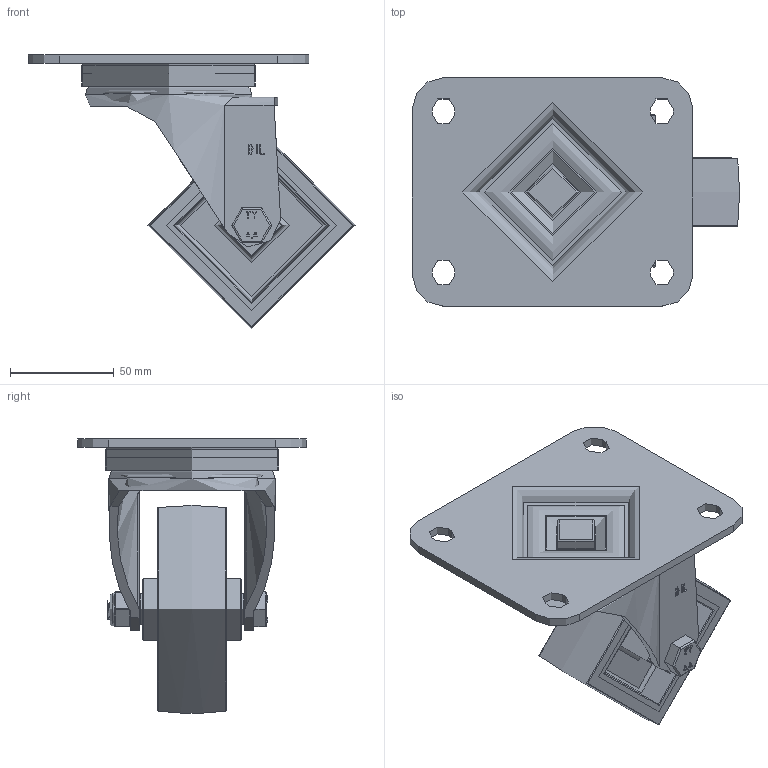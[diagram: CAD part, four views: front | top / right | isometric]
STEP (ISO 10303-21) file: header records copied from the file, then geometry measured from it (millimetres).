
FILE_DESCRIPTION(/* description */ (''),/* implementation_level */ '2;1');
FILE_NAME(/* name */ 'BZPH100NP.step',/* time_stamp */ '2025-06-05T14:38:59+01:00',/* author */ (''),/* organization */ (''),/* preprocessor_version */ 'ST-DEVELOPER v20.1',/* originating_system */ 'Autodesk Translation Framework v14.10.0.0',/* authorisation */ '');
FILE_SCHEMA (('AUTOMOTIVE_DESIGN { 1 0 10303 214 3 1 1 }'));
Length unit declared in the file: millimetre
Products named in the file (16): BZPH100NP; BZPH100AS v1; ZINC PLATED, PRESSED STEEL TOP PLATE; ZINC PLATED, PRESSED STEEL FORKS; BEARING SEAL; BZH100WNP61 v1; POLYURETHANE TYRE; NYLON RIM; TUBEM15X50 v1; ZINC PLATED AXLE TUBE; HEXBOLTM10X70Z8.8 v2; GRADE 8.8 THREADED ZINC PLATED BOLT; NYLOCM10Z v1; NYLOC NUT; RUBBER; NUT
Assembly tree (15 placements, depth 4):
  BZPH100NP
    BZPH100AS v1
      ZINC PLATED, PRESSED STEEL TOP PLATE
      ZINC PLATED, PRESSED STEEL FORKS
      BEARING SEAL
    BZH100WNP61 v1
      POLYURETHANE TYRE
      NYLON RIM
    TUBEM15X50 v1
      ZINC PLATED AXLE TUBE
    HEXBOLTM10X70Z8.8 v2
      GRADE 8.8 THREADED ZINC PLATED BOLT
    NYLOCM10Z v1
      NYLOC NUT
        RUBBER
        NUT
Bounding box: 157.5 x 110 x 131.89 mm (x, y, z)
Volume: 318980.6 mm3; surface area: 137371.8 mm2
Topology: 10 solids, 10 shells, 392 faces, 929 edges, 589 vertices
Faces by surface type: plane 183, cylinder 117, bspline 51, torus 24, sphere 12, cone 5
Full cylindrical faces by diameter (mm): 8.141 x18, 9.85 x19, 10 x3, 10.2 x2, 10.5 x1, 12 x2, 15 x1, 15.4 x1, 16 x2, 21 x1, 25 x1, 26 x1, 28 x2, 30 x2, 32 x1, 51 x2, 72 x1, 80 x1, 82 x2, 82.5 x2, 83.5 x1
Entity records: 17910 total; most frequent: CARTESIAN_POINT 8673, ORIENTED_EDGE 1858, DIRECTION 1751, EDGE_CURVE 929, AXIS2_PLACEMENT_3D 643, VERTEX_POINT 589, LINE 465, VECTOR 465
